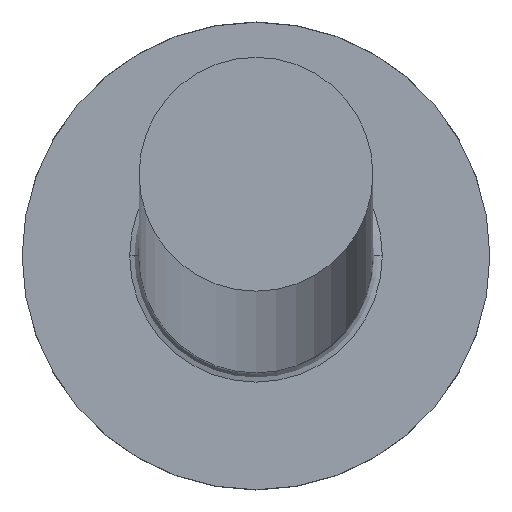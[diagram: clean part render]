
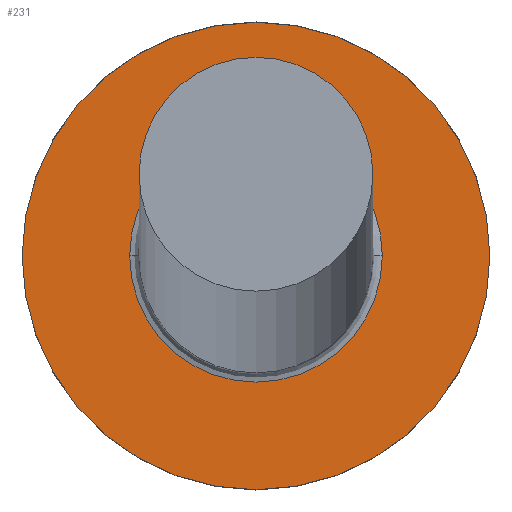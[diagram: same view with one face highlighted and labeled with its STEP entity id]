
A CAD part, top view. The second image highlights one B-rep face of the part: STEP entity #231.
In plain terms, the highlighted planar face has unit normal (0, 0, 1).
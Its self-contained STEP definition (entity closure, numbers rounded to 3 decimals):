
#3 = DIRECTION ( 'NONE',  ( 0., 0., -1. ) ) ;
#5 = CARTESIAN_POINT ( 'NONE',  ( 0., 0., 3. ) ) ;
#10 = ORIENTED_EDGE ( 'NONE', *, *, #130, .T. ) ;
#16 = AXIS2_PLACEMENT_3D ( 'NONE', #30, #104, #149 ) ;
#30 = CARTESIAN_POINT ( 'NONE',  ( 0., 0., 3. ) ) ;
#35 = EDGE_LOOP ( 'NONE', ( #113, #270 ) ) ;
#43 = VERTEX_POINT ( 'NONE', #68 ) ;
#44 = AXIS2_PLACEMENT_3D ( 'NONE', #151, #192, #171 ) ;
#47 = EDGE_LOOP ( 'NONE', ( #266, #10 ) ) ;
#62 = CIRCLE ( 'NONE', #238, 2.7 ) ;
#68 = CARTESIAN_POINT ( 'NONE',  ( 2.7, 0., 3. ) ) ;
#77 = DIRECTION ( 'NONE',  ( 1., 0., 0. ) ) ;
#92 = CIRCLE ( 'NONE', #123, 2.7 ) ;
#103 = CARTESIAN_POINT ( 'NONE',  ( 0., 0., 3. ) ) ;
#104 = DIRECTION ( 'NONE',  ( 0., 0., 1. ) ) ;
#113 = ORIENTED_EDGE ( 'NONE', *, *, #281, .T. ) ;
#123 = AXIS2_PLACEMENT_3D ( 'NONE', #128, #259, #126 ) ;
#126 = DIRECTION ( 'NONE',  ( 1., 0., 0. ) ) ;
#128 = CARTESIAN_POINT ( 'NONE',  ( 0., 0., 3. ) ) ;
#130 = EDGE_CURVE ( 'NONE', #222, #43, #62, .T. ) ;
#136 = CIRCLE ( 'NONE', #219, 5. ) ;
#149 = DIRECTION ( 'NONE',  ( 1., 0., 0. ) ) ;
#151 = CARTESIAN_POINT ( 'NONE',  ( 0., 0., 3. ) ) ;
#161 = VERTEX_POINT ( 'NONE', #258 ) ;
#171 = DIRECTION ( 'NONE',  ( 1., 0., 0. ) ) ;
#192 = DIRECTION ( 'NONE',  ( 0., 0., 1. ) ) ;
#194 = FACE_BOUND ( 'NONE', #47, .T. ) ;
#202 = VERTEX_POINT ( 'NONE', #284 ) ;
#205 = EDGE_CURVE ( 'NONE', #202, #161, #304, .T. ) ;
#212 = CARTESIAN_POINT ( 'NONE',  ( -2.7, 0., 3. ) ) ;
#219 = AXIS2_PLACEMENT_3D ( 'NONE', #5, #242, #77 ) ;
#222 = VERTEX_POINT ( 'NONE', #212 ) ;
#231 = ADVANCED_FACE ( 'NONE', ( #194, #240 ), #287, .T. ) ;
#238 = AXIS2_PLACEMENT_3D ( 'NONE', #103, #3, #306 ) ;
#240 = FACE_OUTER_BOUND ( 'NONE', #35, .T. ) ;
#242 = DIRECTION ( 'NONE',  ( 0., 0., 1. ) ) ;
#258 = CARTESIAN_POINT ( 'NONE',  ( -5., 0., 3. ) ) ;
#259 = DIRECTION ( 'NONE',  ( 0., 0., -1. ) ) ;
#266 = ORIENTED_EDGE ( 'NONE', *, *, #298, .T. ) ;
#270 = ORIENTED_EDGE ( 'NONE', *, *, #205, .T. ) ;
#281 = EDGE_CURVE ( 'NONE', #161, #202, #136, .T. ) ;
#284 = CARTESIAN_POINT ( 'NONE',  ( 5., 0., 3. ) ) ;
#287 = PLANE ( 'NONE',  #44 ) ;
#298 = EDGE_CURVE ( 'NONE', #43, #222, #92, .T. ) ;
#304 = CIRCLE ( 'NONE', #16, 5. ) ;
#306 = DIRECTION ( 'NONE',  ( 1., 0., 0. ) ) ;
